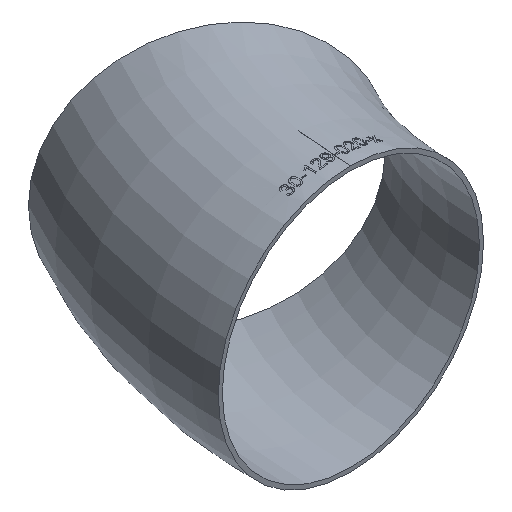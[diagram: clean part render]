
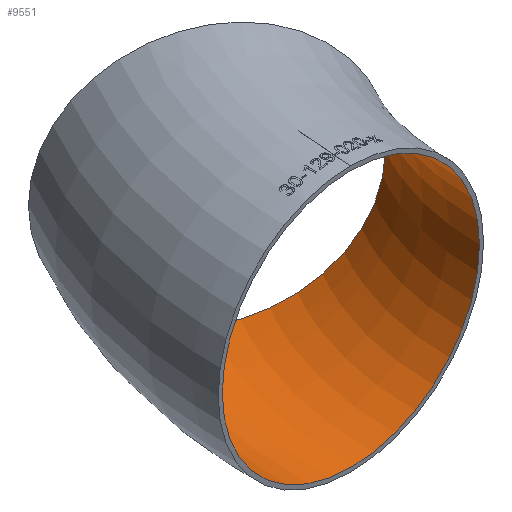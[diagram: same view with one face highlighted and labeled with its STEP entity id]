
A CAD part, isometric view. The second image highlights one B-rep face of the part: STEP entity #9551.
In plain terms, the highlighted toroidal (fillet/blend) face has major radius 187.5 mm and minor radius 62.5 mm.
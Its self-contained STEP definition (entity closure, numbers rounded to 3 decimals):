
#193 = ORIENTED_EDGE ( 'NONE', *, *, #3109, .T. ) ;
#908 = DIRECTION ( 'NONE',  ( -0.866, 0.5, 0. ) ) ;
#1213 = EDGE_LOOP ( 'NONE', ( #22593 ) ) ;
#1375 = FACE_OUTER_BOUND ( 'NONE', #1213, .T. ) ;
#1618 = CIRCLE ( 'NONE', #10749, 62.5 ) ;
#3074 = CIRCLE ( 'NONE', #6238, 62.5 ) ;
#3109 = EDGE_CURVE ( 'NONE', #15542, #15542, #1618, .T. ) ;
#4176 = EDGE_CURVE ( 'NONE', #6428, #6428, #3074, .T. ) ;
#5227 = DIRECTION ( 'NONE',  ( 0., 0., 1. ) ) ;
#6238 = AXIS2_PLACEMENT_3D ( 'NONE', #8687, #16166, #5227 ) ;
#6428 = VERTEX_POINT ( 'NONE', #19392 ) ;
#6729 = DIRECTION ( 'NONE',  ( 0.5, 0.866, 0. ) ) ;
#7968 = AXIS2_PLACEMENT_3D ( 'NONE', #10694, #14304, #18275 ) ;
#8687 = CARTESIAN_POINT ( 'NONE',  ( -187.5, 0., 0. ) ) ;
#9551 = ADVANCED_FACE ( 'NONE', ( #18525, #1375 ), #18376, .F. ) ;
#10694 = CARTESIAN_POINT ( 'NONE',  ( 0., 0., 0. ) ) ;
#10749 = AXIS2_PLACEMENT_3D ( 'NONE', #10840, #6729, #908 ) ;
#10840 = CARTESIAN_POINT ( 'NONE',  ( -162.38, 93.75, 0. ) ) ;
#14304 = DIRECTION ( 'NONE',  ( 0., 0., -1. ) ) ;
#15542 = VERTEX_POINT ( 'NONE', #17755 ) ;
#15635 = EDGE_LOOP ( 'NONE', ( #193 ) ) ;
#16166 = DIRECTION ( 'NONE',  ( 0., 1., 0. ) ) ;
#17755 = CARTESIAN_POINT ( 'NONE',  ( -216.506, 125., 0. ) ) ;
#18275 = DIRECTION ( 'NONE',  ( -1., 0., 0. ) ) ;
#18376 = TOROIDAL_SURFACE ( 'NONE', #7968, 187.5, 62.5 ) ;
#18525 = FACE_OUTER_BOUND ( 'NONE', #15635, .T. ) ;
#19392 = CARTESIAN_POINT ( 'NONE',  ( -187.5, 0., 62.5 ) ) ;
#22593 = ORIENTED_EDGE ( 'NONE', *, *, #4176, .F. ) ;
